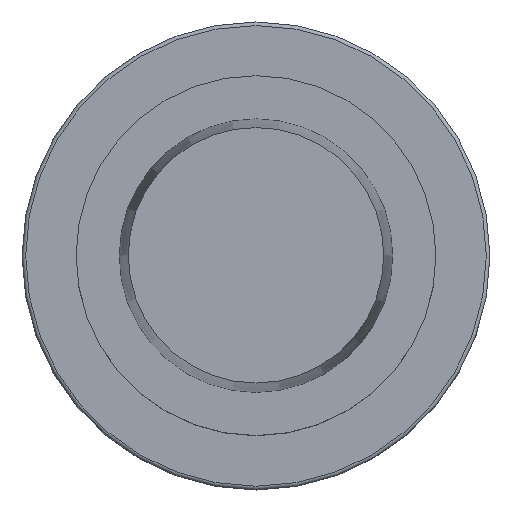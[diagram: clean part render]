
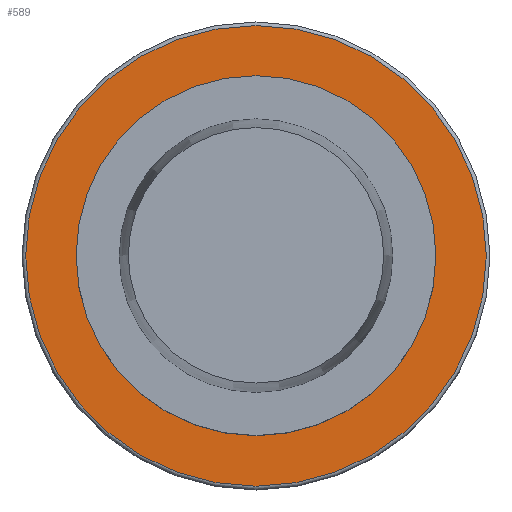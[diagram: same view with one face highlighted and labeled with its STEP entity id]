
A CAD part, top view. The second image highlights one B-rep face of the part: STEP entity #589.
In plain terms, the highlighted planar face has unit normal (0, 0, 1).
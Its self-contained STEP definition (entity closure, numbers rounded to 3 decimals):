
#484=PLANE('',#1738);
#589=ADVANCED_FACE('CN_EXP_SU_4',(#707,#708),#484,.T.);
#707=FACE_BOUND('',#824,.T.);
#708=FACE_BOUND('',#825,.T.);
#824=EDGE_LOOP('',(#1084));
#825=EDGE_LOOP('',(#1085));
#1084=ORIENTED_EDGE('',*,*,#1468,.T.);
#1085=ORIENTED_EDGE('',*,*,#1469,.F.);
#1316=VERTEX_POINT('',#2499);
#1317=VERTEX_POINT('',#2502);
#1468=EDGE_CURVE('',#1316,#1316,#1580,.T.);
#1469=EDGE_CURVE('',#1317,#1317,#1581,.T.);
#1580=CIRCLE('',#1735,43.196);
#1581=CIRCLE('',#1737,64.);
#1735=AXIS2_PLACEMENT_3D('',#2498,#2070,#2071);
#1737=AXIS2_PLACEMENT_3D('',#2501,#2074,#2075);
#1738=AXIS2_PLACEMENT_3D('',#2503,#2076,#2077);
#2070=DIRECTION('',(0.,0.,-1.));
#2071=DIRECTION('',(-1.,0.,0.));
#2074=DIRECTION('',(0.,0.,-1.));
#2075=DIRECTION('',(-1.,0.,0.));
#2076=DIRECTION('',(0.,0.,1.));
#2077=DIRECTION('',(1.,0.,0.));
#2498=CARTESIAN_POINT('',(0.,0.,-46.));
#2499=CARTESIAN_POINT('',(-43.196,0.,-46.));
#2501=CARTESIAN_POINT('',(0.,0.,-46.));
#2502=CARTESIAN_POINT('',(-64.,0.,-46.));
#2503=CARTESIAN_POINT('',(-64.,0.,-46.));
